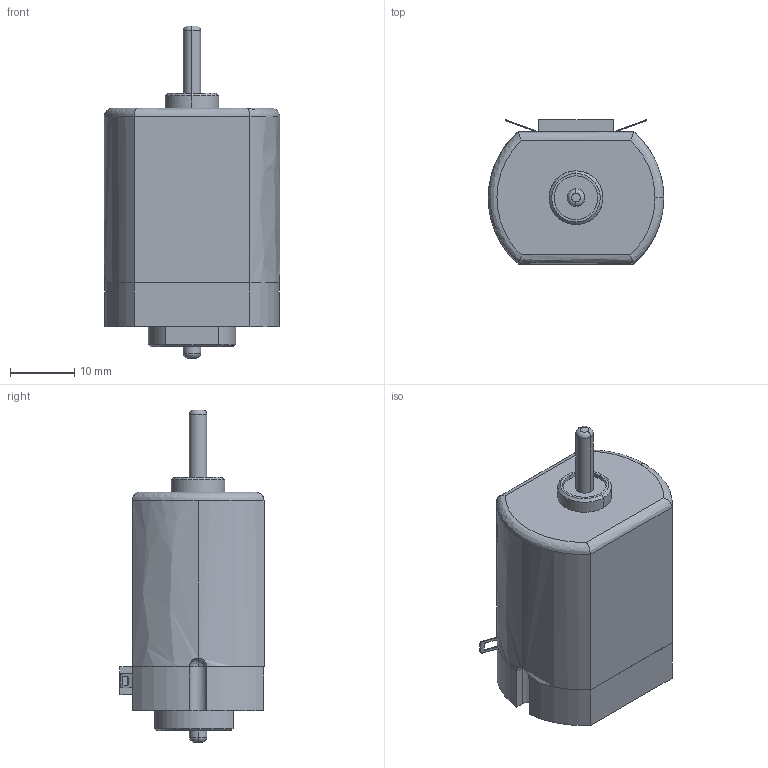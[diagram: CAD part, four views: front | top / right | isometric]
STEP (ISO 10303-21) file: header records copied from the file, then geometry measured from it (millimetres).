
FILE_DESCRIPTION(('FreeCAD Model'),'2;1');
FILE_NAME('Open CASCADE Shape Model','2025-04-25T20:25:41',('FreeCAD'),( 'FreeCAD'),'Open CASCADE STEP processor 7.6','FreeCAD','Unknown');
FILE_SCHEMA(('AUTOMOTIVE_DESIGN { 1 0 10303 214 1 1 1 1 }'));
Length unit declared in the file: millimetre
Products named in the file (1): Open CASCADE STEP translator 7.6 1
Bounding box: 27.41 x 22.49 x 51.82 mm (x, y, z)
Volume: 17786.3 mm3; surface area: 4257.3 mm2
Topology: 3 solids, 3 shells, 107 faces, 264 edges, 165 vertices
Faces by surface type: bspline 107
Entity records: 3083 total; most frequent: CARTESIAN_POINT 1563, ORIENTED_EDGE 520, EDGE_CURVE 260, VERTEX_POINT 165, B_SPLINE_CURVE_WITH_KNOTS 163, FACE_BOUND 117, EDGE_LOOP 117, ADVANCED_FACE 107
